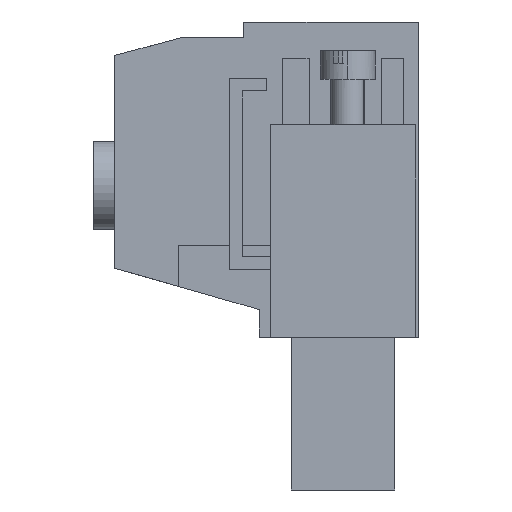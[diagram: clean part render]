
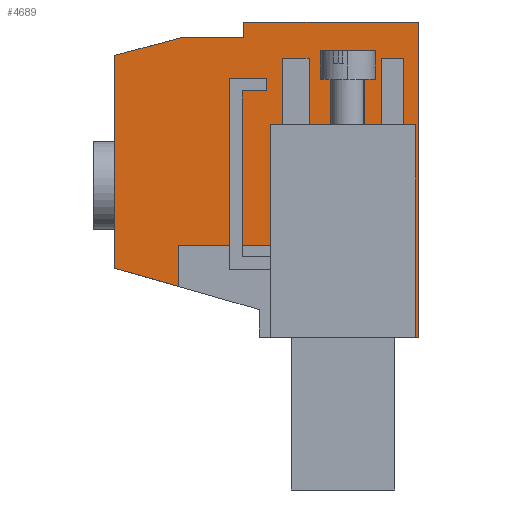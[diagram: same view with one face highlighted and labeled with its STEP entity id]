
A CAD part, left-side view. The second image highlights one B-rep face of the part: STEP entity #4689.
In plain terms, the highlighted planar face has unit normal (-1, 0, 0).
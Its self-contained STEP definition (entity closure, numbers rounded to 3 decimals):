
#4574=AXIS2_PLACEMENT_3D('Plane Axis2P3D',#4571,#4572,#4573) ;
#2096=CARTESIAN_POINT('Vertex',(10.16,0.,14.4)) ;
#2099=CARTESIAN_POINT('Line Origine',(10.16,0.15,14.4)) ;
#2103=CARTESIAN_POINT('Vertex',(10.16,0.3,14.4)) ;
#2152=CARTESIAN_POINT('Vertex',(10.16,2.8,14.4)) ;
#2155=CARTESIAN_POINT('Line Origine',(10.16,7.1,14.4)) ;
#2159=CARTESIAN_POINT('Vertex',(10.16,11.4,14.4)) ;
#4188=CARTESIAN_POINT('Vertex',(10.16,0.,44.1)) ;
#4191=CARTESIAN_POINT('Line Origine',(10.16,0.,29.25)) ;
#4571=CARTESIAN_POINT('Axis2P3D Location',(10.16,0.,0.)) ;
#4576=CARTESIAN_POINT('Line Origine',(10.16,2.8,24.4)) ;
#4580=CARTESIAN_POINT('Vertex',(10.16,2.8,34.4)) ;
#4583=CARTESIAN_POINT('Line Origine',(10.16,1.55,34.4)) ;
#4587=CARTESIAN_POINT('Vertex',(10.16,0.3,34.4)) ;
#4590=CARTESIAN_POINT('Line Origine',(10.16,0.3,24.4)) ;
#4595=CARTESIAN_POINT('Line Origine',(10.16,8.225,44.1)) ;
#4599=CARTESIAN_POINT('Vertex',(10.16,16.45,44.1)) ;
#4602=CARTESIAN_POINT('Line Origine',(10.16,16.45,43.35)) ;
#4606=CARTESIAN_POINT('Vertex',(10.16,16.45,42.6)) ;
#4609=CARTESIAN_POINT('Line Origine',(10.16,19.446,42.6)) ;
#4613=CARTESIAN_POINT('Vertex',(10.16,22.442,42.6)) ;
#4616=CARTESIAN_POINT('Line Origine',(10.16,25.521,41.775)) ;
#4620=CARTESIAN_POINT('Vertex',(10.16,28.6,40.95)) ;
#4623=CARTESIAN_POINT('Line Origine',(10.16,28.6,30.925)) ;
#4627=CARTESIAN_POINT('Vertex',(10.16,28.6,20.9)) ;
#4630=CARTESIAN_POINT('Line Origine',(10.16,25.6,20.04)) ;
#4634=CARTESIAN_POINT('Vertex',(10.16,22.6,19.18)) ;
#4637=CARTESIAN_POINT('Line Origine',(10.16,22.6,21.115)) ;
#4641=CARTESIAN_POINT('Vertex',(10.16,22.6,23.05)) ;
#4644=CARTESIAN_POINT('Line Origine',(10.16,18.25,23.05)) ;
#4648=CARTESIAN_POINT('Vertex',(10.16,13.9,23.05)) ;
#4651=CARTESIAN_POINT('Line Origine',(10.16,13.9,28.725)) ;
#4655=CARTESIAN_POINT('Vertex',(10.16,13.9,34.4)) ;
#4658=CARTESIAN_POINT('Line Origine',(10.16,12.65,34.4)) ;
#4662=CARTESIAN_POINT('Vertex',(10.16,11.4,34.4)) ;
#4665=CARTESIAN_POINT('Line Origine',(10.16,11.4,24.4)) ;
#2100=DIRECTION('Vector Direction',(0.,1.,0.)) ;
#2156=DIRECTION('Vector Direction',(0.,1.,0.)) ;
#4192=DIRECTION('Vector Direction',(0.,0.,-1.)) ;
#4572=DIRECTION('Axis2P3D Direction',(-1.,0.,0.)) ;
#4573=DIRECTION('Axis2P3D XDirection',(0.,0.,1.)) ;
#4577=DIRECTION('Vector Direction',(0.,0.,1.)) ;
#4584=DIRECTION('Vector Direction',(0.,-1.,0.)) ;
#4591=DIRECTION('Vector Direction',(0.,0.,-1.)) ;
#4596=DIRECTION('Vector Direction',(0.,-1.,0.)) ;
#4603=DIRECTION('Vector Direction',(0.,0.,1.)) ;
#4610=DIRECTION('Vector Direction',(0.,-1.,0.)) ;
#4617=DIRECTION('Vector Direction',(0.,-0.966,0.259)) ;
#4624=DIRECTION('Vector Direction',(0.,0.,1.)) ;
#4631=DIRECTION('Vector Direction',(0.,0.961,0.276)) ;
#4638=DIRECTION('Vector Direction',(0.,0.,1.)) ;
#4645=DIRECTION('Vector Direction',(0.,-1.,0.)) ;
#4652=DIRECTION('Vector Direction',(0.,0.,1.)) ;
#4659=DIRECTION('Vector Direction',(0.,-1.,0.)) ;
#4666=DIRECTION('Vector Direction',(0.,0.,1.)) ;
#2101=VECTOR('Line Direction',#2100,1.) ;
#2157=VECTOR('Line Direction',#2156,1.) ;
#4193=VECTOR('Line Direction',#4192,1.) ;
#4578=VECTOR('Line Direction',#4577,1.) ;
#4585=VECTOR('Line Direction',#4584,1.) ;
#4592=VECTOR('Line Direction',#4591,1.) ;
#4597=VECTOR('Line Direction',#4596,1.) ;
#4604=VECTOR('Line Direction',#4603,1.) ;
#4611=VECTOR('Line Direction',#4610,1.) ;
#4618=VECTOR('Line Direction',#4617,1.) ;
#4625=VECTOR('Line Direction',#4624,1.) ;
#4632=VECTOR('Line Direction',#4631,1.) ;
#4639=VECTOR('Line Direction',#4638,1.) ;
#4646=VECTOR('Line Direction',#4645,1.) ;
#4653=VECTOR('Line Direction',#4652,1.) ;
#4660=VECTOR('Line Direction',#4659,1.) ;
#4667=VECTOR('Line Direction',#4666,1.) ;
#4671=ORIENTED_EDGE('',*,*,#4582,.T.) ;
#4672=ORIENTED_EDGE('',*,*,#4589,.F.) ;
#4673=ORIENTED_EDGE('',*,*,#4594,.F.) ;
#4674=ORIENTED_EDGE('',*,*,#2105,.T.) ;
#4675=ORIENTED_EDGE('',*,*,#4195,.T.) ;
#4676=ORIENTED_EDGE('',*,*,#4601,.T.) ;
#4677=ORIENTED_EDGE('',*,*,#4608,.T.) ;
#4678=ORIENTED_EDGE('',*,*,#4615,.T.) ;
#4679=ORIENTED_EDGE('',*,*,#4622,.T.) ;
#4680=ORIENTED_EDGE('',*,*,#4629,.T.) ;
#4681=ORIENTED_EDGE('',*,*,#4636,.T.) ;
#4682=ORIENTED_EDGE('',*,*,#4643,.T.) ;
#4683=ORIENTED_EDGE('',*,*,#4650,.T.) ;
#4684=ORIENTED_EDGE('',*,*,#4657,.F.) ;
#4685=ORIENTED_EDGE('',*,*,#4664,.F.) ;
#4686=ORIENTED_EDGE('',*,*,#4669,.F.) ;
#4687=ORIENTED_EDGE('',*,*,#2161,.T.) ;
#4689=ADVANCED_FACE('HOUSING.2',(#4688),#4575,.T.) ;
#2105=EDGE_CURVE('',#2104,#2097,#2102,.F.) ;
#2161=EDGE_CURVE('',#2160,#2153,#2158,.F.) ;
#4195=EDGE_CURVE('',#2097,#4189,#4194,.F.) ;
#4582=EDGE_CURVE('',#2153,#4581,#4579,.T.) ;
#4589=EDGE_CURVE('',#4588,#4581,#4586,.F.) ;
#4594=EDGE_CURVE('',#2104,#4588,#4593,.F.) ;
#4601=EDGE_CURVE('',#4189,#4600,#4598,.F.) ;
#4608=EDGE_CURVE('',#4600,#4607,#4605,.F.) ;
#4615=EDGE_CURVE('',#4607,#4614,#4612,.F.) ;
#4622=EDGE_CURVE('',#4614,#4621,#4619,.F.) ;
#4629=EDGE_CURVE('',#4621,#4628,#4626,.F.) ;
#4636=EDGE_CURVE('',#4628,#4635,#4633,.F.) ;
#4643=EDGE_CURVE('',#4635,#4642,#4640,.T.) ;
#4650=EDGE_CURVE('',#4642,#4649,#4647,.T.) ;
#4657=EDGE_CURVE('',#4656,#4649,#4654,.F.) ;
#4664=EDGE_CURVE('',#4663,#4656,#4661,.F.) ;
#4669=EDGE_CURVE('',#2160,#4663,#4668,.T.) ;
#4670=EDGE_LOOP('',(#4671,#4672,#4673,#4674,#4675,#4676,#4677,#4678,#4679,#4680,#4681,#4682,#4683,#4684,#4685,#4686,#4687)) ;
#4688=FACE_OUTER_BOUND('',#4670,.T.) ;
#2102=LINE('Line',#2099,#2101) ;
#2158=LINE('Line',#2155,#2157) ;
#4194=LINE('Line',#4191,#4193) ;
#4579=LINE('Line',#4576,#4578) ;
#4586=LINE('Line',#4583,#4585) ;
#4593=LINE('Line',#4590,#4592) ;
#4598=LINE('Line',#4595,#4597) ;
#4605=LINE('Line',#4602,#4604) ;
#4612=LINE('Line',#4609,#4611) ;
#4619=LINE('Line',#4616,#4618) ;
#4626=LINE('Line',#4623,#4625) ;
#4633=LINE('Line',#4630,#4632) ;
#4640=LINE('Line',#4637,#4639) ;
#4647=LINE('Line',#4644,#4646) ;
#4654=LINE('Line',#4651,#4653) ;
#4661=LINE('Line',#4658,#4660) ;
#4668=LINE('Line',#4665,#4667) ;
#4575=PLANE('',#4574) ;
#2097=VERTEX_POINT('',#2096) ;
#2104=VERTEX_POINT('',#2103) ;
#2153=VERTEX_POINT('',#2152) ;
#2160=VERTEX_POINT('',#2159) ;
#4189=VERTEX_POINT('',#4188) ;
#4581=VERTEX_POINT('',#4580) ;
#4588=VERTEX_POINT('',#4587) ;
#4600=VERTEX_POINT('',#4599) ;
#4607=VERTEX_POINT('',#4606) ;
#4614=VERTEX_POINT('',#4613) ;
#4621=VERTEX_POINT('',#4620) ;
#4628=VERTEX_POINT('',#4627) ;
#4635=VERTEX_POINT('',#4634) ;
#4642=VERTEX_POINT('',#4641) ;
#4649=VERTEX_POINT('',#4648) ;
#4656=VERTEX_POINT('',#4655) ;
#4663=VERTEX_POINT('',#4662) ;
